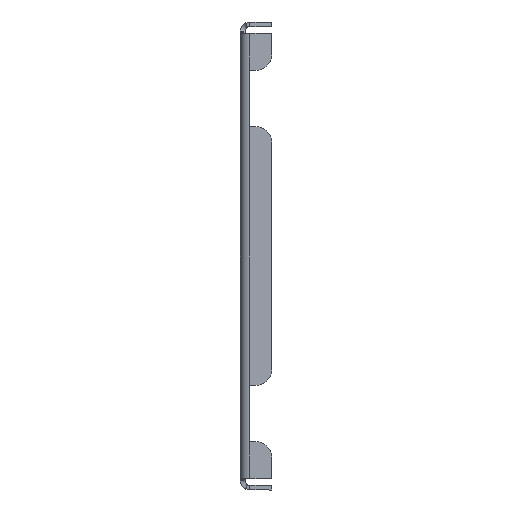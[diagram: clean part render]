
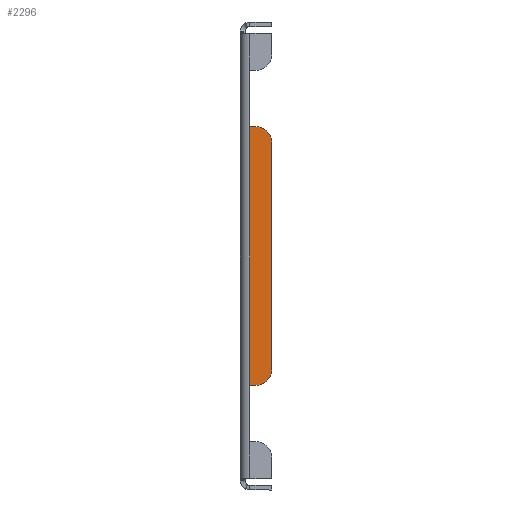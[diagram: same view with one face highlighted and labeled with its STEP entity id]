
A CAD part, left-side view. The second image highlights one B-rep face of the part: STEP entity #2296.
In plain terms, the highlighted planar face has unit normal (-1, 0, 0).
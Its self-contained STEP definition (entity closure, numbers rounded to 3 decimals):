
#61 = VERTEX_POINT ( 'NONE', #552 ) ;
#107 = ORIENTED_EDGE ( 'NONE', *, *, #3800, .F. ) ;
#430 = CARTESIAN_POINT ( 'NONE',  ( -323.5, -3., -41.5 ) ) ;
#552 = CARTESIAN_POINT ( 'NONE',  ( -323.5, -3., 41.5 ) ) ;
#562 = DIRECTION ( 'NONE',  ( -1., 0., 0. ) ) ;
#586 = CIRCLE ( 'NONE', #2137, 5. ) ;
#622 = LINE ( 'NONE', #1593, #1226 ) ;
#707 = EDGE_CURVE ( 'NONE', #1502, #2094, #3092, .T. ) ;
#797 = DIRECTION ( 'NONE',  ( -1., 0., 0. ) ) ;
#876 = CARTESIAN_POINT ( 'NONE',  ( -323.5, -10., -71.346 ) ) ;
#878 = CARTESIAN_POINT ( 'NONE',  ( -323.5, 320.693, 0. ) ) ;
#892 = CARTESIAN_POINT ( 'NONE',  ( -323.5, -5., 36.5 ) ) ;
#992 = CARTESIAN_POINT ( 'NONE',  ( -323.5, -5., -41.5 ) ) ;
#1020 = EDGE_CURVE ( 'NONE', #2230, #2094, #3668, .T. ) ;
#1031 = VECTOR ( 'NONE', #3347, 1000. ) ;
#1035 = AXIS2_PLACEMENT_3D ( 'NONE', #878, #562, #2741 ) ;
#1145 = CARTESIAN_POINT ( 'NONE',  ( -323.5, 320.693, -41.5 ) ) ;
#1226 = VECTOR ( 'NONE', #1857, 1000. ) ;
#1446 = ORIENTED_EDGE ( 'NONE', *, *, #707, .T. ) ;
#1471 = DIRECTION ( 'NONE',  ( 0., -1., 0. ) ) ;
#1502 = VERTEX_POINT ( 'NONE', #992 ) ;
#1593 = CARTESIAN_POINT ( 'NONE',  ( -323.5, -3., 0. ) ) ;
#1602 = DIRECTION ( 'NONE',  ( 0., -1., 0. ) ) ;
#1778 = LINE ( 'NONE', #1145, #3651 ) ;
#1845 = LINE ( 'NONE', #3146, #3494 ) ;
#1857 = DIRECTION ( 'NONE',  ( 0., 0., -1. ) ) ;
#1926 = AXIS2_PLACEMENT_3D ( 'NONE', #2914, #797, #3254 ) ;
#1985 = EDGE_CURVE ( 'NONE', #61, #3263, #1845, .T. ) ;
#2094 = VERTEX_POINT ( 'NONE', #3436 ) ;
#2119 = FACE_OUTER_BOUND ( 'NONE', #3573, .T. ) ;
#2137 = AXIS2_PLACEMENT_3D ( 'NONE', #892, #3293, #1471 ) ;
#2230 = VERTEX_POINT ( 'NONE', #3190 ) ;
#2288 = EDGE_CURVE ( 'NONE', #2230, #3263, #586, .T. ) ;
#2296 = ADVANCED_FACE ( 'NONE', ( #2119 ), #2425, .T. ) ;
#2425 = PLANE ( 'NONE',  #1035 ) ;
#2741 = DIRECTION ( 'NONE',  ( 0., 0., 1. ) ) ;
#2863 = EDGE_CURVE ( 'NONE', #61, #3297, #622, .T. ) ;
#2914 = CARTESIAN_POINT ( 'NONE',  ( -323.5, -5., -36.5 ) ) ;
#3092 = CIRCLE ( 'NONE', #1926, 5. ) ;
#3146 = CARTESIAN_POINT ( 'NONE',  ( -323.5, 320.693, 41.5 ) ) ;
#3190 = CARTESIAN_POINT ( 'NONE',  ( -323.5, -10., 36.5 ) ) ;
#3210 = CARTESIAN_POINT ( 'NONE',  ( -323.5, -5., 41.5 ) ) ;
#3254 = DIRECTION ( 'NONE',  ( 0., -1., 0. ) ) ;
#3263 = VERTEX_POINT ( 'NONE', #3210 ) ;
#3293 = DIRECTION ( 'NONE',  ( -1., 0., 0. ) ) ;
#3297 = VERTEX_POINT ( 'NONE', #430 ) ;
#3326 = ORIENTED_EDGE ( 'NONE', *, *, #2288, .T. ) ;
#3347 = DIRECTION ( 'NONE',  ( 0., 0., -1. ) ) ;
#3436 = CARTESIAN_POINT ( 'NONE',  ( -323.5, -10., -36.5 ) ) ;
#3494 = VECTOR ( 'NONE', #1602, 1000. ) ;
#3507 = ORIENTED_EDGE ( 'NONE', *, *, #2863, .T. ) ;
#3573 = EDGE_LOOP ( 'NONE', ( #3901, #3326, #3717, #3507, #107, #1446 ) ) ;
#3651 = VECTOR ( 'NONE', #3956, 1000. ) ;
#3668 = LINE ( 'NONE', #876, #1031 ) ;
#3717 = ORIENTED_EDGE ( 'NONE', *, *, #1985, .F. ) ;
#3800 = EDGE_CURVE ( 'NONE', #1502, #3297, #1778, .T. ) ;
#3901 = ORIENTED_EDGE ( 'NONE', *, *, #1020, .F. ) ;
#3956 = DIRECTION ( 'NONE',  ( 0., 1., 0. ) ) ;
